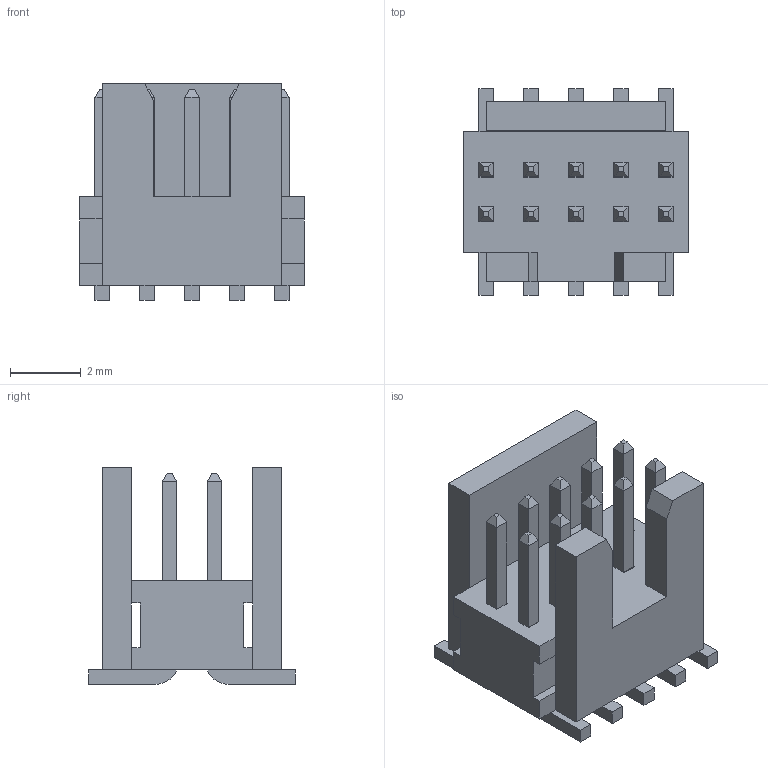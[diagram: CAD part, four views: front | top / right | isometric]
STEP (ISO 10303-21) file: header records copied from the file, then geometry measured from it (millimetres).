
FILE_DESCRIPTION(('FreeCAD Model'),'2;1');
FILE_NAME('Samtec_FTSH-105-01-XXX-DV-K.step','2020-03-21T16:14:55',('kicad StepUp') ,('ksu MCAD'),'Open CASCADE STEP processor 7.3','FreeCAD','Unknown');
FILE_SCHEMA(('AUTOMOTIVE_DESIGN { 1 0 10303 214 1 1 1 1 }'));
Length unit declared in the file: millimetre
Products named in the file (1): Samtec_FTSH-105-01-XXX-DV-K
Bounding box: 6.35 x 5.84 x 6.12 mm (x, y, z)
Volume: 99.5 mm3; surface area: 314.8 mm2
Topology: 1 solids, 9 shells, 298 faces, 776 edges, 502 vertices
Faces by surface type: plane 288, cylinder 10
Entity records: 10984 total; most frequent: CARTESIAN_POINT 1577, ORIENTED_EDGE 1552, DIRECTION 1394, EDGE_CURVE 776, LINE 756, VECTOR 756, VERTEX_POINT 502, AXIS2_PLACEMENT_3D 319
